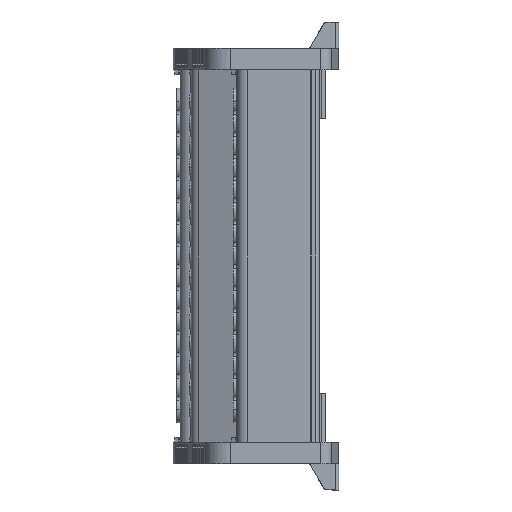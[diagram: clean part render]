
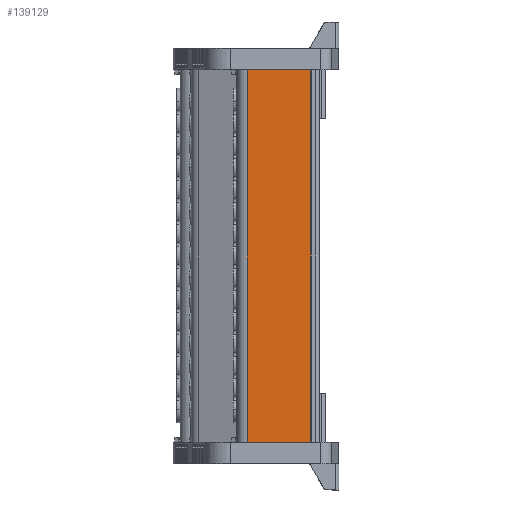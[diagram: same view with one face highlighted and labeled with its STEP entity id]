
A CAD part, left-side view. The second image highlights one B-rep face of the part: STEP entity #139129.
In plain terms, the highlighted planar face has unit normal (-1, 0.018, 0).
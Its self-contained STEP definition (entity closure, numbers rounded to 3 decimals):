
#6648 = EDGE_CURVE ( 'NONE', #87606, #87569, #105606, .T. ) ;
#7294 = EDGE_CURVE ( 'NONE', #87569, #87736, #105271, .T. ) ;
#7895 = EDGE_CURVE ( 'NONE', #87979, #87736, #106276, .T. ) ;
#8487 = EDGE_CURVE ( 'NONE', #87979, #87606, #106950, .T. ) ;
#17016 = VECTOR ( 'NONE', #106964, 1000. ) ;
#29348 = CARTESIAN_POINT ( 'NONE',  ( -328.43, 193.983, 100.312 ) ) ;
#29572 = CARTESIAN_POINT ( 'NONE',  ( -328.43, 193.983, -5.487 ) ) ;
#29784 = CARTESIAN_POINT ( 'NONE',  ( -328.098, 213.013, 100.312 ) ) ;
#30225 = CARTESIAN_POINT ( 'NONE',  ( -328.098, 213.013, -5.487 ) ) ;
#39503 = VECTOR ( 'NONE', #105624, 1000. ) ;
#39998 = VECTOR ( 'NONE', #106269, 1000. ) ;
#40048 = VECTOR ( 'NONE', #105272, 1000. ) ;
#52754 = ORIENTED_EDGE ( 'NONE', *, *, #8487, .T. ) ;
#52755 = ORIENTED_EDGE ( 'NONE', *, *, #6648, .T. ) ;
#52758 = ORIENTED_EDGE ( 'NONE', *, *, #7294, .T. ) ;
#52781 = ORIENTED_EDGE ( 'NONE', *, *, #7895, .F. ) ;
#65885 = EDGE_LOOP ( 'NONE', ( #52758, #52781, #52754, #52755 ) ) ;
#82846 = DIRECTION ( 'NONE',  ( -1., 0.017, 0. ) ) ;
#82880 = DIRECTION ( 'NONE',  ( -0.017, -1., 0. ) ) ;
#82882 = FACE_OUTER_BOUND ( 'NONE', #65885, .T. ) ;
#82895 = CARTESIAN_POINT ( 'NONE',  ( -328.43, 193.983, 176.705 ) ) ;
#82905 = PLANE ( 'NONE',  #84017 ) ;
#84017 = AXIS2_PLACEMENT_3D ( 'NONE', #82895, #82846, #82880 ) ;
#87569 = VERTEX_POINT ( 'NONE', #29348 ) ;
#87606 = VERTEX_POINT ( 'NONE', #29572 ) ;
#87736 = VERTEX_POINT ( 'NONE', #29784 ) ;
#87979 = VERTEX_POINT ( 'NONE', #30225 ) ;
#105271 = LINE ( 'NONE', #105277, #40048 ) ;
#105272 = DIRECTION ( 'NONE',  ( 0.017, 1., 0. ) ) ;
#105277 = CARTESIAN_POINT ( 'NONE',  ( -328.43, 193.983, 100.312 ) ) ;
#105606 = LINE ( 'NONE', #105610, #39503 ) ;
#105610 = CARTESIAN_POINT ( 'NONE',  ( -328.43, 193.983, 176.705 ) ) ;
#105624 = DIRECTION ( 'NONE',  ( 0., 0., 1. ) ) ;
#106255 = CARTESIAN_POINT ( 'NONE',  ( -328.098, 213.013, 176.705 ) ) ;
#106269 = DIRECTION ( 'NONE',  ( 0., 0., 1. ) ) ;
#106276 = LINE ( 'NONE', #106255, #39998 ) ;
#106950 = LINE ( 'NONE', #106952, #17016 ) ;
#106952 = CARTESIAN_POINT ( 'NONE',  ( -328.43, 193.983, -5.487 ) ) ;
#106964 = DIRECTION ( 'NONE',  ( -0.017, -1., 0. ) ) ;
#139129 = ADVANCED_FACE ( 'NONE', ( #82882 ), #82905, .T. ) ;
